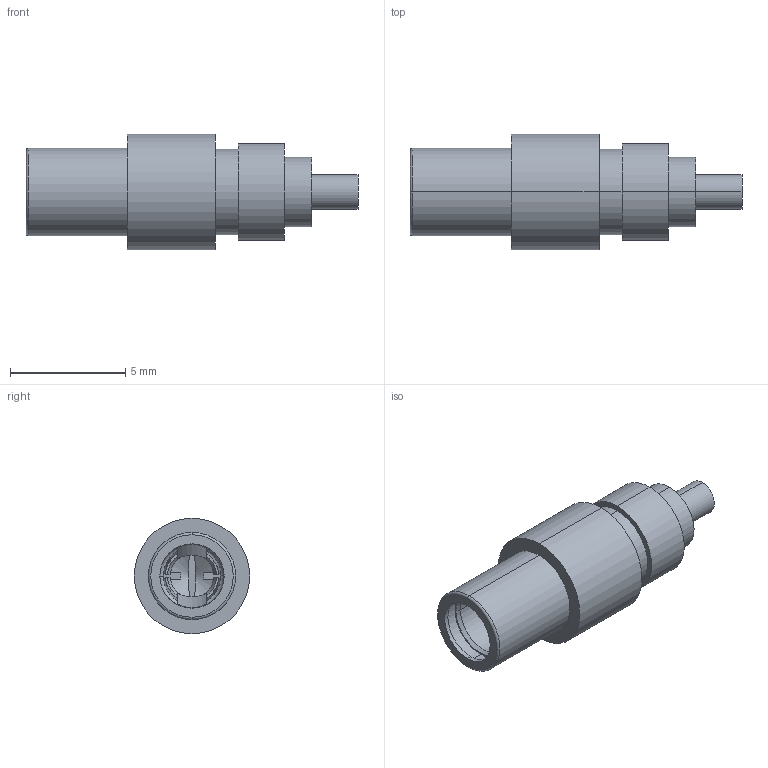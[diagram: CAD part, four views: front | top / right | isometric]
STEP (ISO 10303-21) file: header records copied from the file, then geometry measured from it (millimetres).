
FILE_DESCRIPTION((''),'2;1');
FILE_NAME('00112023002BJV','2020-02-04T',('presta_be4'),(''),'CREO PARAMETRIC BY PTC INC, 2018360','CREO PARAMETRIC BY PTC INC, 2018360','');
FILE_SCHEMA(('CONFIG_CONTROL_DESIGN'));
Length unit declared in the file: millimetre
Products named in the file (1): 00112023002BJV
Bounding box: 14.41 x 5.01 x 5.01 mm (x, y, z)
Volume: 119.4 mm3; surface area: 500.4 mm2
Topology: 1 solids, 1 shells, 108 faces, 290 edges, 189 vertices
Faces by surface type: plane 52, cylinder 28, cone 16, torus 8, bspline 4
Entity records: 4050 total; most frequent: CARTESIAN_POINT 1275, DIRECTION 584, ORIENTED_EDGE 576, EDGE_CURVE 288, AXIS2_PLACEMENT_3D 238, VERTEX_POINT 189, CIRCLE 134, EDGE_LOOP 123
